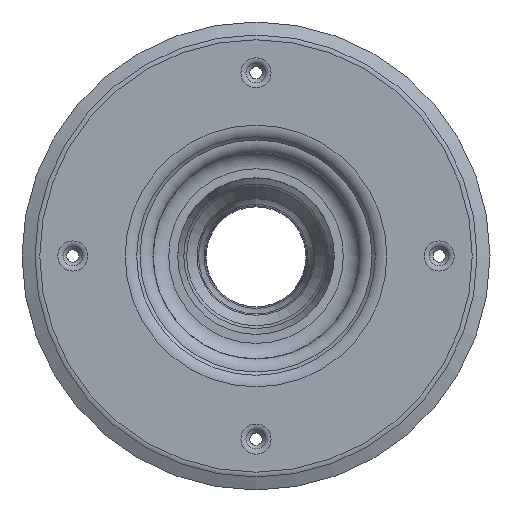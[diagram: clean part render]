
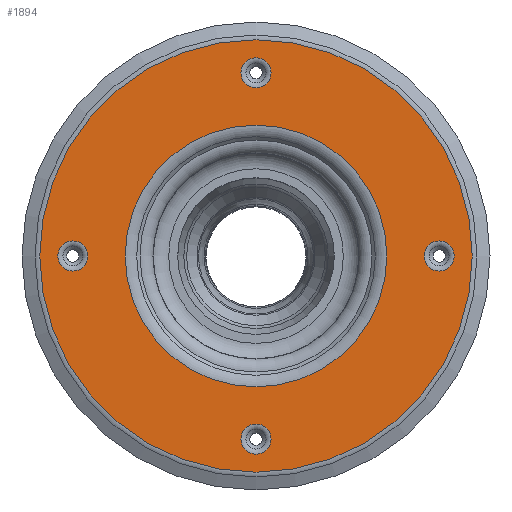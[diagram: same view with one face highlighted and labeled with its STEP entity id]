
A CAD part, top view. The second image highlights one B-rep face of the part: STEP entity #1894.
In plain terms, the highlighted planar face has unit normal (0, 0, 1).
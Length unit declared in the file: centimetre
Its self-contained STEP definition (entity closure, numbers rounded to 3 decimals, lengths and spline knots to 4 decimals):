
#43=FACE_BOUND('',#433,.T.);
#44=FACE_BOUND('',#434,.T.);
#45=FACE_BOUND('',#435,.T.);
#46=FACE_BOUND('',#436,.T.);
#47=FACE_BOUND('',#437,.T.);
#57=PLANE('',#2187);
#304=FACE_OUTER_BOUND('',#432,.T.);
#432=EDGE_LOOP('',(#1596));
#433=EDGE_LOOP('',(#1597));
#434=EDGE_LOOP('',(#1598));
#435=EDGE_LOOP('',(#1599));
#436=EDGE_LOOP('',(#1600));
#437=EDGE_LOOP('',(#1601));
#642=CIRCLE('',#2183,7.3897);
#646=CIRCLE('',#2188,106.2749);
#647=CIRCLE('',#2189,7.3897);
#648=CIRCLE('',#2190,7.3897);
#649=CIRCLE('',#2191,64.3137);
#650=CIRCLE('',#2192,7.3897);
#845=VERTEX_POINT('',#3471);
#848=VERTEX_POINT('',#3479);
#849=VERTEX_POINT('',#3481);
#850=VERTEX_POINT('',#3483);
#851=VERTEX_POINT('',#3485);
#852=VERTEX_POINT('',#3487);
#1101=EDGE_CURVE('',#845,#845,#642,.T.);
#1105=EDGE_CURVE('',#848,#848,#646,.T.);
#1106=EDGE_CURVE('',#849,#849,#647,.T.);
#1107=EDGE_CURVE('',#850,#850,#648,.T.);
#1108=EDGE_CURVE('',#851,#851,#649,.T.);
#1109=EDGE_CURVE('',#852,#852,#650,.T.);
#1596=ORIENTED_EDGE('',*,*,#1105,.F.);
#1597=ORIENTED_EDGE('',*,*,#1106,.F.);
#1598=ORIENTED_EDGE('',*,*,#1107,.F.);
#1599=ORIENTED_EDGE('',*,*,#1108,.T.);
#1600=ORIENTED_EDGE('',*,*,#1109,.F.);
#1601=ORIENTED_EDGE('',*,*,#1101,.F.);
#1894=ADVANCED_FACE('',(#304,#43,#44,#45,#46,#47),#57,.T.);
#2183=AXIS2_PLACEMENT_3D('',#3472,#2823,#2824);
#2187=AXIS2_PLACEMENT_3D('',#3478,#2831,#2832);
#2188=AXIS2_PLACEMENT_3D('',#3480,#2833,#2834);
#2189=AXIS2_PLACEMENT_3D('',#3482,#2835,#2836);
#2190=AXIS2_PLACEMENT_3D('',#3484,#2837,#2838);
#2191=AXIS2_PLACEMENT_3D('',#3486,#2839,#2840);
#2192=AXIS2_PLACEMENT_3D('',#3488,#2841,#2842);
#2823=DIRECTION('center_axis',(0.,0.,1.));
#2824=DIRECTION('ref_axis',(1.,0.,0.));
#2831=DIRECTION('center_axis',(0.,0.,1.));
#2832=DIRECTION('ref_axis',(0.,-1.,0.));
#2833=DIRECTION('center_axis',(0.,0.,
-1.));
#2834=DIRECTION('ref_axis',(1.,0.,0.));
#2835=DIRECTION('center_axis',(0.,0.,1.));
#2836=DIRECTION('ref_axis',(1.,0.,0.));
#2837=DIRECTION('center_axis',(0.,0.,1.));
#2838=DIRECTION('ref_axis',(1.,0.,0.));
#2839=DIRECTION('center_axis',(0.,0.,
-1.));
#2840=DIRECTION('ref_axis',(1.,0.,0.));
#2841=DIRECTION('center_axis',(0.,0.,1.));
#2842=DIRECTION('ref_axis',(1.,0.,0.));
#3471=CARTESIAN_POINT('',(-10.0217,-36.159,125.));
#3472=CARTESIAN_POINT('Origin',(-10.0217,-28.7692,125.));
#3478=CARTESIAN_POINT('Origin',(161.9169,-28.7692,125.));
#3479=CARTESIAN_POINT('',(79.9783,-135.0441,125.));
#3480=CARTESIAN_POINT('Origin',(79.9783,-28.7692,125.));
#3481=CARTESIAN_POINT('',(79.9783,-126.159,125.));
#3482=CARTESIAN_POINT('Origin',(79.9783,-118.7692,125.));
#3483=CARTESIAN_POINT('',(79.9783,53.841,125.));
#3484=CARTESIAN_POINT('Origin',(79.9783,61.2308,125.));
#3485=CARTESIAN_POINT('',(79.9783,-93.0829,125.));
#3486=CARTESIAN_POINT('Origin',(79.9783,-28.7692,125.));
#3487=CARTESIAN_POINT('',(169.9783,-36.159,125.));
#3488=CARTESIAN_POINT('Origin',(169.9783,-28.7692,125.));
